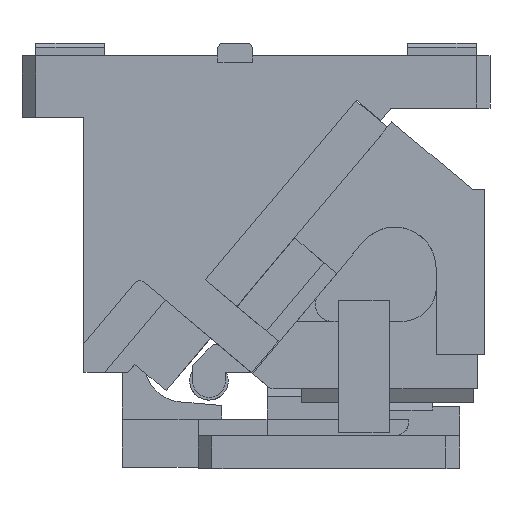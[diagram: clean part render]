
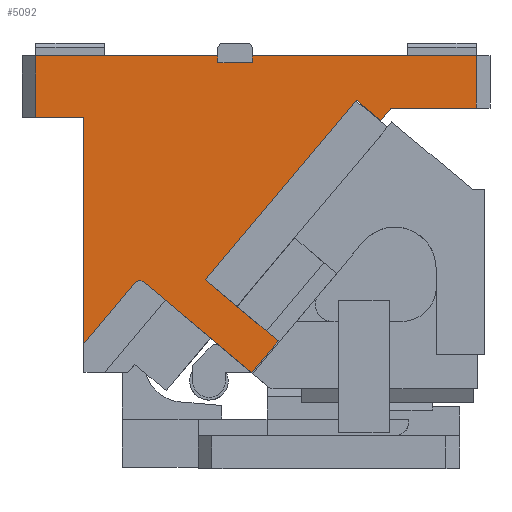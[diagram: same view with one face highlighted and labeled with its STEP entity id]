
A CAD part, front view. The second image highlights one B-rep face of the part: STEP entity #5092.
In plain terms, the highlighted planar face has unit normal (0, -1, 0).
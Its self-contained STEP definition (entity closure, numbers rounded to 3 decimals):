
#235=CARTESIAN_POINT('Vertex',(-118.,-100.,300.)) ;
#238=CARTESIAN_POINT('Line Origine',(-51.829,-100.,300.)) ;
#242=CARTESIAN_POINT('Vertex',(14.341,-100.,300.)) ;
#459=CARTESIAN_POINT('Vertex',(-83.,-100.,255.)) ;
#462=CARTESIAN_POINT('Line Origine',(-100.5,-100.,255.)) ;
#466=CARTESIAN_POINT('Vertex',(-118.,-100.,255.)) ;
#1125=CARTESIAN_POINT('Line Origine',(-118.,-100.,277.5)) ;
#1144=CARTESIAN_POINT('Line Origine',(14.341,-100.,297.5)) ;
#1148=CARTESIAN_POINT('Vertex',(14.341,-100.,295.)) ;
#1406=CARTESIAN_POINT('Vertex',(-83.,-100.,91.075)) ;
#1409=CARTESIAN_POINT('Line Origine',(-83.,-100.,173.038)) ;
#1958=CARTESIAN_POINT('Vertex',(39.341,-100.,300.)) ;
#1961=CARTESIAN_POINT('Line Origine',(120.671,-100.,300.)) ;
#1965=CARTESIAN_POINT('Vertex',(202.,-100.,300.)) ;
#2248=CARTESIAN_POINT('Vertex',(140.053,-100.,262.)) ;
#2262=CARTESIAN_POINT('Vertex',(202.,-100.,262.)) ;
#2265=CARTESIAN_POINT('Line Origine',(171.026,-100.,262.)) ;
#2426=CARTESIAN_POINT('Line Origine',(136.264,-100.,257.485)) ;
#2430=CARTESIAN_POINT('Vertex',(132.475,-100.,252.969)) ;
#2727=CARTESIAN_POINT('Vertex',(-39.302,-100.,135.374)) ;
#2730=CARTESIAN_POINT('Axis2P3D Location',(-42.516,-100.,131.543)) ;
#2734=CARTESIAN_POINT('Vertex',(-46.346,-100.,134.757)) ;
#2754=CARTESIAN_POINT('Line Origine',(-64.673,-100.,112.916)) ;
#2771=CARTESIAN_POINT('Line Origine',(26.841,-100.,295.)) ;
#2775=CARTESIAN_POINT('Vertex',(39.341,-100.,295.)) ;
#2807=CARTESIAN_POINT('Line Origine',(39.341,-100.,297.5)) ;
#2829=CARTESIAN_POINT('Line Origine',(202.,-100.,281.)) ;
#2846=CARTESIAN_POINT('Line Origine',(31.689,-100.,114.967)) ;
#2850=CARTESIAN_POINT('Vertex',(58.118,-100.,92.79)) ;
#2852=CARTESIAN_POINT('Vertex',(5.261,-100.,137.143)) ;
#2902=CARTESIAN_POINT('Line Origine',(48.476,-100.,81.3)) ;
#2906=CARTESIAN_POINT('Vertex',(38.834,-100.,69.809)) ;
#2947=CARTESIAN_POINT('Line Origine',(-0.234,-100.,102.591)) ;
#5055=CARTESIAN_POINT('Axis2P3D Location',(351.749,-100.,-195.74)) ;
#5060=CARTESIAN_POINT('Line Origine',(60.058,-100.,202.448)) ;
#5064=CARTESIAN_POINT('Vertex',(114.856,-100.,267.753)) ;
#5067=CARTESIAN_POINT('Line Origine',(123.666,-100.,260.361)) ;
#239=DIRECTION('Vector Direction',(-1.,0.,0.)) ;
#463=DIRECTION('Vector Direction',(1.,0.,0.)) ;
#1126=DIRECTION('Vector Direction',(0.,0.,1.)) ;
#1145=DIRECTION('Vector Direction',(0.,0.,-1.)) ;
#1410=DIRECTION('Vector Direction',(0.,0.,-1.)) ;
#1962=DIRECTION('Vector Direction',(-1.,0.,0.)) ;
#2266=DIRECTION('Vector Direction',(1.,0.,0.)) ;
#2427=DIRECTION('Vector Direction',(0.643,0.,0.766)) ;
#2731=DIRECTION('Axis2P3D Direction',(0.,1.,-0.)) ;
#2755=DIRECTION('Vector Direction',(-0.643,0.,-0.766)) ;
#2772=DIRECTION('Vector Direction',(1.,0.,0.)) ;
#2808=DIRECTION('Vector Direction',(0.,0.,-1.)) ;
#2830=DIRECTION('Vector Direction',(0.,0.,-1.)) ;
#2847=DIRECTION('Vector Direction',(-0.766,0.,0.643)) ;
#2903=DIRECTION('Vector Direction',(-0.643,0.,-0.766)) ;
#2948=DIRECTION('Vector Direction',(0.766,0.,-0.643)) ;
#5056=DIRECTION('Axis2P3D Direction',(0.,1.,-0.)) ;
#5057=DIRECTION('Axis2P3D XDirection',(-1.,0.,0.)) ;
#5061=DIRECTION('Vector Direction',(0.643,0.,0.766)) ;
#5068=DIRECTION('Vector Direction',(-0.766,0.,0.643)) ;
#2732=AXIS2_PLACEMENT_3D('Circle Axis2P3D',#2730,#2731,$) ;
#5058=AXIS2_PLACEMENT_3D('Plane Axis2P3D',#5055,#5056,#5057) ;
#5073=ORIENTED_EDGE('',*,*,#2951,.T.) ;
#5074=ORIENTED_EDGE('',*,*,#2908,.F.) ;
#5075=ORIENTED_EDGE('',*,*,#2854,.T.) ;
#5076=ORIENTED_EDGE('',*,*,#5066,.T.) ;
#5077=ORIENTED_EDGE('',*,*,#5071,.F.) ;
#5078=ORIENTED_EDGE('',*,*,#2432,.F.) ;
#5079=ORIENTED_EDGE('',*,*,#2269,.F.) ;
#5080=ORIENTED_EDGE('',*,*,#2833,.F.) ;
#5081=ORIENTED_EDGE('',*,*,#1967,.T.) ;
#5082=ORIENTED_EDGE('',*,*,#2811,.T.) ;
#5083=ORIENTED_EDGE('',*,*,#2777,.F.) ;
#5084=ORIENTED_EDGE('',*,*,#1150,.F.) ;
#5085=ORIENTED_EDGE('',*,*,#244,.T.) ;
#5086=ORIENTED_EDGE('',*,*,#1129,.F.) ;
#5087=ORIENTED_EDGE('',*,*,#468,.T.) ;
#5088=ORIENTED_EDGE('',*,*,#1413,.T.) ;
#5089=ORIENTED_EDGE('',*,*,#2758,.T.) ;
#5090=ORIENTED_EDGE('',*,*,#2736,.T.) ;
#240=VECTOR('Line Direction',#239,1.) ;
#464=VECTOR('Line Direction',#463,1.) ;
#1127=VECTOR('Line Direction',#1126,1.) ;
#1146=VECTOR('Line Direction',#1145,1.) ;
#1411=VECTOR('Line Direction',#1410,1.) ;
#1963=VECTOR('Line Direction',#1962,1.) ;
#2267=VECTOR('Line Direction',#2266,1.) ;
#2428=VECTOR('Line Direction',#2427,1.) ;
#2756=VECTOR('Line Direction',#2755,1.) ;
#2773=VECTOR('Line Direction',#2772,1.) ;
#2809=VECTOR('Line Direction',#2808,1.) ;
#2831=VECTOR('Line Direction',#2830,1.) ;
#2848=VECTOR('Line Direction',#2847,1.) ;
#2904=VECTOR('Line Direction',#2903,1.) ;
#2949=VECTOR('Line Direction',#2948,1.) ;
#5062=VECTOR('Line Direction',#5061,1.) ;
#5069=VECTOR('Line Direction',#5068,1.) ;
#5092=ADVANCED_FACE('CAM HOLDER',(#5091),#5059,.F.) ;
#2733=CIRCLE('generated circle',#2732,5.) ;
#244=EDGE_CURVE('',#243,#236,#241,.T.) ;
#468=EDGE_CURVE('',#467,#460,#465,.T.) ;
#1129=EDGE_CURVE('',#467,#236,#1128,.T.) ;
#1150=EDGE_CURVE('',#243,#1149,#1147,.T.) ;
#1413=EDGE_CURVE('',#460,#1407,#1412,.T.) ;
#1967=EDGE_CURVE('',#1966,#1959,#1964,.T.) ;
#2269=EDGE_CURVE('',#2263,#2249,#2268,.F.) ;
#2432=EDGE_CURVE('',#2249,#2431,#2429,.F.) ;
#2736=EDGE_CURVE('',#2735,#2728,#2733,.T.) ;
#2758=EDGE_CURVE('',#1407,#2735,#2757,.F.) ;
#2777=EDGE_CURVE('',#1149,#2776,#2774,.T.) ;
#2811=EDGE_CURVE('',#1959,#2776,#2810,.T.) ;
#2833=EDGE_CURVE('',#1966,#2263,#2832,.T.) ;
#2854=EDGE_CURVE('',#2851,#2853,#2849,.T.) ;
#2908=EDGE_CURVE('',#2851,#2907,#2905,.T.) ;
#2951=EDGE_CURVE('',#2728,#2907,#2950,.T.) ;
#5066=EDGE_CURVE('',#2853,#5065,#5063,.T.) ;
#5071=EDGE_CURVE('',#2431,#5065,#5070,.T.) ;
#5072=EDGE_LOOP('',(#5073,#5074,#5075,#5076,#5077,#5078,#5079,#5080,#5081,#5082,#5083,#5084,#5085,#5086,#5087,#5088,#5089,#5090)) ;
#5091=FACE_OUTER_BOUND('',#5072,.T.) ;
#241=LINE('Line',#238,#240) ;
#465=LINE('Line',#462,#464) ;
#1128=LINE('Line',#1125,#1127) ;
#1147=LINE('Line',#1144,#1146) ;
#1412=LINE('Line',#1409,#1411) ;
#1964=LINE('Line',#1961,#1963) ;
#2268=LINE('Line',#2265,#2267) ;
#2429=LINE('Line',#2426,#2428) ;
#2757=LINE('Line',#2754,#2756) ;
#2774=LINE('Line',#2771,#2773) ;
#2810=LINE('Line',#2807,#2809) ;
#2832=LINE('Line',#2829,#2831) ;
#2849=LINE('Line',#2846,#2848) ;
#2905=LINE('Line',#2902,#2904) ;
#2950=LINE('Line',#2947,#2949) ;
#5063=LINE('Line',#5060,#5062) ;
#5070=LINE('Line',#5067,#5069) ;
#5059=PLANE('Plane',#5058) ;
#236=VERTEX_POINT('',#235) ;
#243=VERTEX_POINT('',#242) ;
#460=VERTEX_POINT('',#459) ;
#467=VERTEX_POINT('',#466) ;
#1149=VERTEX_POINT('',#1148) ;
#1407=VERTEX_POINT('',#1406) ;
#1959=VERTEX_POINT('',#1958) ;
#1966=VERTEX_POINT('',#1965) ;
#2249=VERTEX_POINT('',#2248) ;
#2263=VERTEX_POINT('',#2262) ;
#2431=VERTEX_POINT('',#2430) ;
#2728=VERTEX_POINT('',#2727) ;
#2735=VERTEX_POINT('',#2734) ;
#2776=VERTEX_POINT('',#2775) ;
#2851=VERTEX_POINT('',#2850) ;
#2853=VERTEX_POINT('',#2852) ;
#2907=VERTEX_POINT('',#2906) ;
#5065=VERTEX_POINT('',#5064) ;
